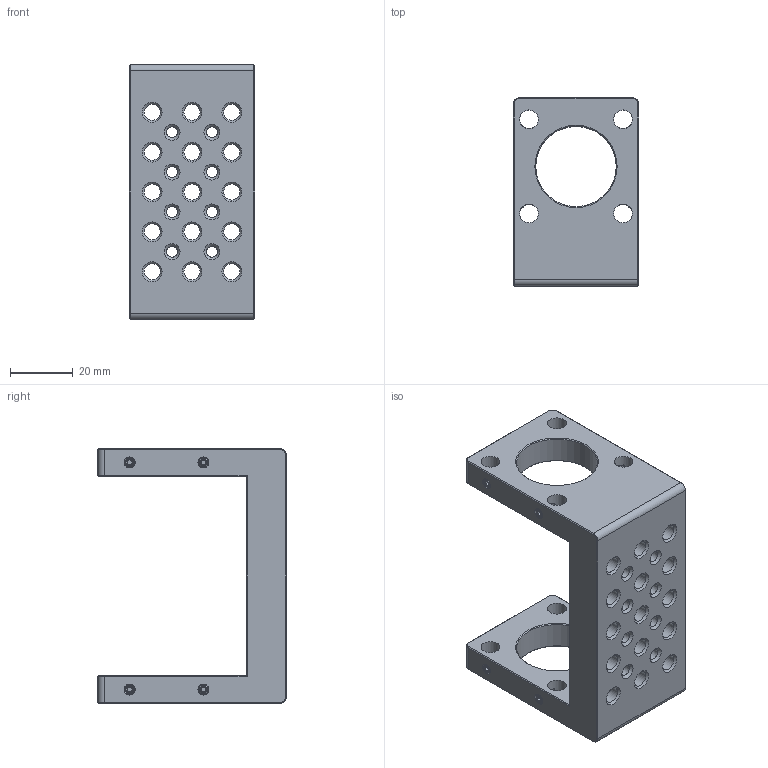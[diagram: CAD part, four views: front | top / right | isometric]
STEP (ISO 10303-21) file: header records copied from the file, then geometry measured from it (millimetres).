
FILE_DESCRIPTION (( 'STEP AP203' ), '1' );
FILE_NAME ('530152.STEP', '2025-05-07T04:01:23', ( 'Windows User' ), ( 'P R C' ), 'SwSTEP 2.0', 'SolidWorks 2020', '' );
FILE_SCHEMA (( 'CONFIG_CONTROL_DESIGN' ));
Length unit declared in the file: millimetre
Products named in the file (1): 530152
Bounding box: 40 x 60 x 81.28 mm (x, y, z)
Volume: 58486.6 mm3; surface area: 22601.1 mm2
Topology: 9 solids, 9 shells, 295 faces, 664 edges, 387 vertices
Faces by surface type: cone 142, plane 98, cylinder 55
Full cylindrical faces by diameter (mm): 2.5 x8, 3 x8, 3.454 x8, 5.105 x15, 6 x8, 25.65 x2
Entity records: 7701 total; most frequent: CARTESIAN_POINT 1794, DIRECTION 1250, ORIENTED_EDGE 956, AXIS2_PLACEMENT_3D 540, EDGE_LOOP 508, EDGE_CURVE 478, FACE_OUTER_BOUND 344, VERTEX_POINT 332
